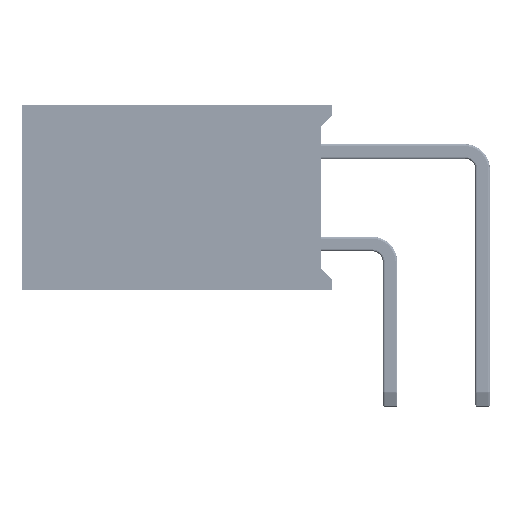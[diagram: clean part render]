
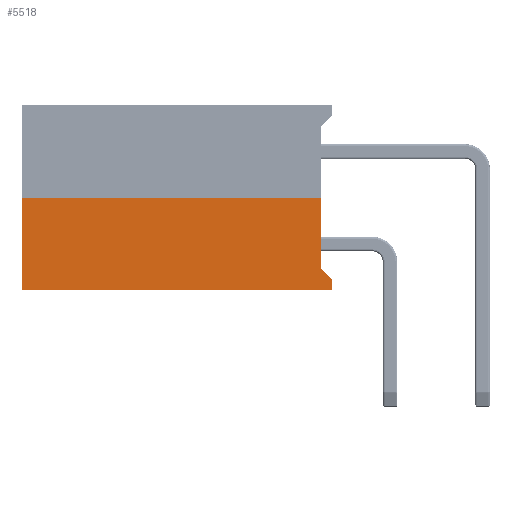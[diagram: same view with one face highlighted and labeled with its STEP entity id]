
A CAD part, left-side view. The second image highlights one B-rep face of the part: STEP entity #5518.
In plain terms, the highlighted planar face has unit normal (-1, 0, 0).
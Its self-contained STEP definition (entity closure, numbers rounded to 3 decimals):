
#483=PLANE('',#6097);
#734=FACE_OUTER_BOUND('',#1061,.T.);
#1061=EDGE_LOOP('',(#4239,#4240,#4241,#4242,#4243,#4244));
#1423=LINE('',#9241,#1807);
#1427=LINE('',#9248,#1811);
#1438=LINE('',#9272,#1822);
#1441=LINE('',#9278,#1825);
#1442=LINE('',#9280,#1826);
#1443=LINE('',#9281,#1827);
#1807=VECTOR('',#7394,10.);
#1811=VECTOR('',#7400,10.);
#1822=VECTOR('',#7423,10.);
#1825=VECTOR('',#7428,10.);
#1826=VECTOR('',#7429,10.);
#1827=VECTOR('',#7430,10.);
#2511=VERTEX_POINT('',#9238);
#2512=VERTEX_POINT('',#9240);
#2514=VERTEX_POINT('',#9246);
#2521=VERTEX_POINT('',#9271);
#2523=VERTEX_POINT('',#9277);
#2524=VERTEX_POINT('',#9279);
#3095=EDGE_CURVE('',#2511,#2512,#1423,.T.);
#3099=EDGE_CURVE('',#2511,#2514,#1427,.T.);
#3112=EDGE_CURVE('',#2521,#2512,#1438,.T.);
#3115=EDGE_CURVE('',#2514,#2523,#1441,.T.);
#3116=EDGE_CURVE('',#2524,#2523,#1442,.T.);
#3117=EDGE_CURVE('',#2521,#2524,#1443,.T.);
#4239=ORIENTED_EDGE('',*,*,#3099,.T.);
#4240=ORIENTED_EDGE('',*,*,#3115,.T.);
#4241=ORIENTED_EDGE('',*,*,#3116,.F.);
#4242=ORIENTED_EDGE('',*,*,#3117,.F.);
#4243=ORIENTED_EDGE('',*,*,#3112,.T.);
#4244=ORIENTED_EDGE('',*,*,#3095,.F.);
#5518=ADVANCED_FACE('',(#734),#483,.T.);
#6097=AXIS2_PLACEMENT_3D('',#9276,#7426,#7427);
#7394=DIRECTION('',(0.,-0.707,-0.707));
#7400=DIRECTION('',(0.,0.,1.));
#7423=DIRECTION('',(0.,0.,1.));
#7426=DIRECTION('center_axis',(-1.,0.,0.));
#7427=DIRECTION('ref_axis',(0.,0.,
1.));
#7428=DIRECTION('',(0.,1.,0.));
#7429=DIRECTION('',(0.,0.,1.));
#7430=DIRECTION('',(0.,1.,0.));
#9238=CARTESIAN_POINT('',(-1.27,1.9,0.6));
#9240=CARTESIAN_POINT('',(-1.27,1.6,0.3));
#9241=CARTESIAN_POINT('',(-1.27,1.6,0.3));
#9246=CARTESIAN_POINT('',(-1.27,1.9,2.54));
#9248=CARTESIAN_POINT('',(-1.27,1.9,0.635));
#9271=CARTESIAN_POINT('',(-1.27,1.6,0.));
#9272=CARTESIAN_POINT('',(-1.27,1.6,0.));
#9276=CARTESIAN_POINT('Origin',(-1.27,1.6,0.));
#9277=CARTESIAN_POINT('',(-1.27,10.1,2.54));
#9278=CARTESIAN_POINT('',(-1.27,1.6,2.54));
#9279=CARTESIAN_POINT('',(-1.27,10.1,0.));
#9280=CARTESIAN_POINT('',(-1.27,10.1,0.));
#9281=CARTESIAN_POINT('',(-1.27,1.6,0.));
